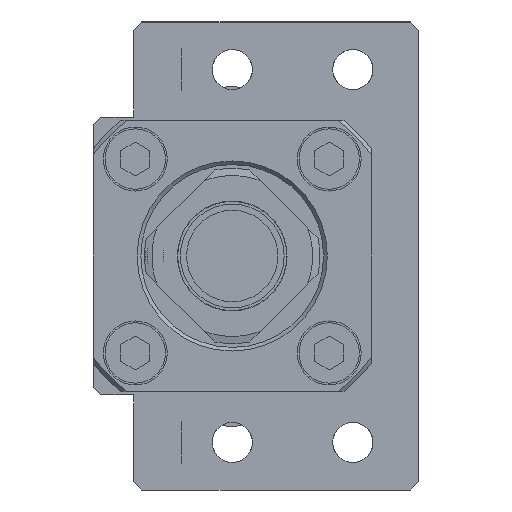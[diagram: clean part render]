
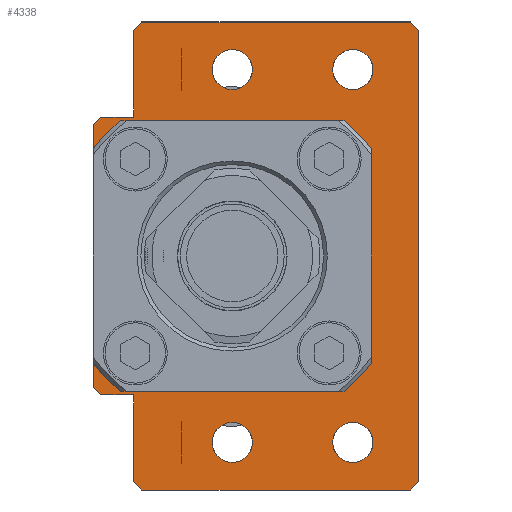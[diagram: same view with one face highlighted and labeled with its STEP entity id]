
A CAD part, left-side view. The second image highlights one B-rep face of the part: STEP entity #4338.
In plain terms, the highlighted face is planar.
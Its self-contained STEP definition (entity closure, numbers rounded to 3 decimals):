
#230=FACE_BOUND('',#820,.T.);
#231=FACE_BOUND('',#821,.T.);
#232=FACE_BOUND('',#822,.T.);
#233=FACE_BOUND('',#823,.T.);
#234=FACE_BOUND('',#824,.T.);
#367=PLANE('',#4764);
#535=FACE_OUTER_BOUND('',#819,.T.);
#819=EDGE_LOOP('',(#3356,#3357,#3358,#3359,#3360,#3361,#3362,#3363,#3364,
#3365,#3366,#3367,#3368,#3369));
#820=EDGE_LOOP('',(#3370));
#821=EDGE_LOOP('',(#3371));
#822=EDGE_LOOP('',(#3372));
#823=EDGE_LOOP('',(#3373));
#824=EDGE_LOOP('',(#3374,#3375,#3376,#3377,#3378,#3379,#3380,#3381));
#1077=LINE('',#7181,#1400);
#1141=LINE('',#7553,#1464);
#1144=LINE('',#7558,#1467);
#1146=LINE('',#7562,#1469);
#1148=LINE('',#7566,#1471);
#1150=LINE('',#7570,#1473);
#1152=LINE('',#7574,#1475);
#1154=LINE('',#7579,#1477);
#1157=LINE('',#7584,#1480);
#1159=LINE('',#7587,#1482);
#1160=LINE('',#7590,#1483);
#1162=LINE('',#7594,#1485);
#1164=LINE('',#7597,#1487);
#1165=LINE('',#7598,#1488);
#1166=LINE('',#7603,#1489);
#1167=LINE('',#7607,#1490);
#1168=LINE('',#7611,#1491);
#1169=LINE('',#7614,#1492);
#1400=VECTOR('',#5198,1000.);
#1464=VECTOR('',#5438,1000.);
#1467=VECTOR('',#5443,1000.);
#1469=VECTOR('',#5447,1000.);
#1471=VECTOR('',#5451,1000.);
#1473=VECTOR('',#5455,1000.);
#1475=VECTOR('',#5459,1000.);
#1477=VECTOR('',#5463,1000.);
#1480=VECTOR('',#5468,1000.);
#1482=VECTOR('',#5472,1000.);
#1483=VECTOR('',#5475,1000.);
#1485=VECTOR('',#5479,1000.);
#1487=VECTOR('',#5483,1000.);
#1488=VECTOR('',#5484,1000.);
#1489=VECTOR('',#5487,1000.);
#1490=VECTOR('',#5490,1000.);
#1491=VECTOR('',#5493,1000.);
#1492=VECTOR('',#5496,1000.);
#1717=CIRCLE('',#4647,5.5);
#1719=CIRCLE('',#4652,5.5);
#1721=CIRCLE('',#4657,5.5);
#1723=CIRCLE('',#4662,5.5);
#1778=CIRCLE('',#4765,47.);
#1779=CIRCLE('',#4766,47.);
#1780=CIRCLE('',#4767,47.);
#1781=CIRCLE('',#4768,47.);
#1911=VERTEX_POINT('',#6455);
#1925=VERTEX_POINT('',#6661);
#1939=VERTEX_POINT('',#6867);
#1953=VERTEX_POINT('',#7073);
#1961=VERTEX_POINT('',#7179);
#1962=VERTEX_POINT('',#7180);
#2064=VERTEX_POINT('',#7551);
#2065=VERTEX_POINT('',#7552);
#2066=VERTEX_POINT('',#7557);
#2067=VERTEX_POINT('',#7561);
#2068=VERTEX_POINT('',#7565);
#2069=VERTEX_POINT('',#7569);
#2070=VERTEX_POINT('',#7573);
#2071=VERTEX_POINT('',#7577);
#2072=VERTEX_POINT('',#7578);
#2073=VERTEX_POINT('',#7583);
#2074=VERTEX_POINT('',#7589);
#2075=VERTEX_POINT('',#7593);
#2076=VERTEX_POINT('',#7599);
#2077=VERTEX_POINT('',#7600);
#2078=VERTEX_POINT('',#7602);
#2079=VERTEX_POINT('',#7604);
#2080=VERTEX_POINT('',#7606);
#2081=VERTEX_POINT('',#7608);
#2082=VERTEX_POINT('',#7610);
#2083=VERTEX_POINT('',#7612);
#2339=EDGE_CURVE('',#1911,#1911,#1717,.T.);
#2356=EDGE_CURVE('',#1925,#1925,#1719,.T.);
#2373=EDGE_CURVE('',#1939,#1939,#1721,.T.);
#2390=EDGE_CURVE('',#1953,#1953,#1723,.T.);
#2400=EDGE_CURVE('',#1961,#1962,#1077,.T.);
#2543=EDGE_CURVE('',#2064,#2065,#1141,.T.);
#2546=EDGE_CURVE('',#2065,#2066,#1144,.T.);
#2548=EDGE_CURVE('',#2066,#2067,#1146,.T.);
#2550=EDGE_CURVE('',#2067,#2068,#1148,.T.);
#2552=EDGE_CURVE('',#2068,#2069,#1150,.T.);
#2554=EDGE_CURVE('',#2069,#2070,#1152,.T.);
#2556=EDGE_CURVE('',#2071,#2072,#1154,.T.);
#2559=EDGE_CURVE('',#2072,#2073,#1157,.T.);
#2561=EDGE_CURVE('',#2073,#2064,#1159,.T.);
#2562=EDGE_CURVE('',#2070,#2074,#1160,.T.);
#2564=EDGE_CURVE('',#2075,#2071,#1162,.T.);
#2566=EDGE_CURVE('',#1961,#2075,#1164,.T.);
#2567=EDGE_CURVE('',#2074,#1962,#1165,.T.);
#2568=EDGE_CURVE('',#2076,#2077,#1778,.T.);
#2569=EDGE_CURVE('',#2078,#2077,#1166,.T.);
#2570=EDGE_CURVE('',#2078,#2079,#1779,.T.);
#2571=EDGE_CURVE('',#2080,#2079,#1167,.T.);
#2572=EDGE_CURVE('',#2080,#2081,#1780,.T.);
#2573=EDGE_CURVE('',#2082,#2081,#1168,.T.);
#2574=EDGE_CURVE('',#2082,#2083,#1781,.T.);
#2575=EDGE_CURVE('',#2076,#2083,#1169,.T.);
#3356=ORIENTED_EDGE('',*,*,#2566,.T.);
#3357=ORIENTED_EDGE('',*,*,#2564,.T.);
#3358=ORIENTED_EDGE('',*,*,#2556,.T.);
#3359=ORIENTED_EDGE('',*,*,#2559,.T.);
#3360=ORIENTED_EDGE('',*,*,#2561,.T.);
#3361=ORIENTED_EDGE('',*,*,#2543,.T.);
#3362=ORIENTED_EDGE('',*,*,#2546,.T.);
#3363=ORIENTED_EDGE('',*,*,#2548,.T.);
#3364=ORIENTED_EDGE('',*,*,#2550,.T.);
#3365=ORIENTED_EDGE('',*,*,#2552,.T.);
#3366=ORIENTED_EDGE('',*,*,#2554,.T.);
#3367=ORIENTED_EDGE('',*,*,#2562,.T.);
#3368=ORIENTED_EDGE('',*,*,#2567,.T.);
#3369=ORIENTED_EDGE('',*,*,#2400,.F.);
#3370=ORIENTED_EDGE('',*,*,#2339,.T.);
#3371=ORIENTED_EDGE('',*,*,#2356,.T.);
#3372=ORIENTED_EDGE('',*,*,#2373,.T.);
#3373=ORIENTED_EDGE('',*,*,#2390,.T.);
#3374=ORIENTED_EDGE('',*,*,#2568,.T.);
#3375=ORIENTED_EDGE('',*,*,#2569,.F.);
#3376=ORIENTED_EDGE('',*,*,#2570,.T.);
#3377=ORIENTED_EDGE('',*,*,#2571,.F.);
#3378=ORIENTED_EDGE('',*,*,#2572,.T.);
#3379=ORIENTED_EDGE('',*,*,#2573,.F.);
#3380=ORIENTED_EDGE('',*,*,#2574,.T.);
#3381=ORIENTED_EDGE('',*,*,#2575,.F.);
#4338=ADVANCED_FACE('',(#535,#230,#231,#232,#233,#234),#367,.T.);
#4647=AXIS2_PLACEMENT_3D('',#6456,#5149,#5150);
#4652=AXIS2_PLACEMENT_3D('',#6662,#5162,#5163);
#4657=AXIS2_PLACEMENT_3D('',#6868,#5175,#5176);
#4662=AXIS2_PLACEMENT_3D('',#7074,#5188,#5189);
#4764=AXIS2_PLACEMENT_3D('',#7596,#5481,#5482);
#4765=AXIS2_PLACEMENT_3D('',#7601,#5485,#5486);
#4766=AXIS2_PLACEMENT_3D('',#7605,#5488,#5489);
#4767=AXIS2_PLACEMENT_3D('',#7609,#5491,#5492);
#4768=AXIS2_PLACEMENT_3D('',#7613,#5494,#5495);
#5149=DIRECTION('center_axis',(0.,0.,-1.));
#5150=DIRECTION('ref_axis',(1.,0.,0.));
#5162=DIRECTION('center_axis',(0.,0.,-1.));
#5163=DIRECTION('ref_axis',(1.,0.,0.));
#5175=DIRECTION('center_axis',(0.,0.,-1.));
#5176=DIRECTION('ref_axis',(1.,0.,0.));
#5188=DIRECTION('center_axis',(0.,0.,-1.));
#5189=DIRECTION('ref_axis',(1.,0.,0.));
#5198=DIRECTION('',(1.,0.,0.));
#5438=DIRECTION('',(0.707,-0.707,0.));
#5443=DIRECTION('',(1.,0.,0.));
#5447=DIRECTION('',(0.707,0.707,0.));
#5451=DIRECTION('',(0.,1.,0.));
#5455=DIRECTION('',(-0.707,0.707,0.));
#5459=DIRECTION('',(-1.,0.,0.));
#5463=DIRECTION('',(-1.,0.,0.));
#5468=DIRECTION('',(-0.707,-0.707,0.));
#5472=DIRECTION('',(0.,-1.,0.));
#5475=DIRECTION('',(0.,1.,0.));
#5479=DIRECTION('',(0.,-1.,0.));
#5481=DIRECTION('center_axis',(0.,0.,1.));
#5482=DIRECTION('ref_axis',(1.,0.,0.));
#5483=DIRECTION('',(-0.707,-0.707,0.));
#5484=DIRECTION('',(-0.707,0.707,0.));
#5485=DIRECTION('center_axis',(0.,0.,-1.));
#5486=DIRECTION('ref_axis',(-1.,0.,0.));
#5487=DIRECTION('',(-1.,0.,0.));
#5488=DIRECTION('center_axis',(0.,0.,-1.));
#5489=DIRECTION('ref_axis',(-1.,0.,0.));
#5490=DIRECTION('',(0.,1.,0.));
#5491=DIRECTION('center_axis',(0.,0.,-1.));
#5492=DIRECTION('ref_axis',(-1.,0.,0.));
#5493=DIRECTION('',(1.,0.,0.));
#5494=DIRECTION('center_axis',(0.,0.,-1.));
#5495=DIRECTION('ref_axis',(-1.,0.,0.));
#5496=DIRECTION('',(0.,-1.,0.));
#6455=CARTESIAN_POINT('',(-56.5,0.,0.));
#6456=CARTESIAN_POINT('Origin',(-51.,0.,0.));
#6661=CARTESIAN_POINT('',(45.5,0.,0.));
#6662=CARTESIAN_POINT('Origin',(51.,0.,0.));
#6867=CARTESIAN_POINT('',(-56.5,-33.,0.));
#6868=CARTESIAN_POINT('Origin',(-51.,-33.,0.));
#7073=CARTESIAN_POINT('',(45.5,-33.,0.));
#7074=CARTESIAN_POINT('Origin',(51.,-33.,0.));
#7179=CARTESIAN_POINT('',(-36.,38.,0.));
#7180=CARTESIAN_POINT('',(36.,38.,0.));
#7181=CARTESIAN_POINT('',(36.,38.,0.));
#7551=CARTESIAN_POINT('',(-64.,-48.72,0.));
#7552=CARTESIAN_POINT('',(-61.72,-51.,0.));
#7553=CARTESIAN_POINT('',(-64.,-48.72,0.));
#7557=CARTESIAN_POINT('',(61.72,-51.,0.));
#7558=CARTESIAN_POINT('',(-61.72,-51.,0.));
#7561=CARTESIAN_POINT('',(64.,-48.72,0.));
#7562=CARTESIAN_POINT('',(61.72,-51.,0.));
#7565=CARTESIAN_POINT('',(64.,24.72,0.));
#7566=CARTESIAN_POINT('',(64.,-48.72,0.));
#7569=CARTESIAN_POINT('',(61.72,27.,0.));
#7570=CARTESIAN_POINT('',(64.,24.72,0.));
#7573=CARTESIAN_POINT('',(38.,27.,0.));
#7574=CARTESIAN_POINT('',(61.72,27.,0.));
#7577=CARTESIAN_POINT('',(-38.,27.,0.));
#7578=CARTESIAN_POINT('',(-61.72,27.,0.));
#7579=CARTESIAN_POINT('',(-38.,27.,0.));
#7583=CARTESIAN_POINT('',(-64.,24.72,0.));
#7584=CARTESIAN_POINT('',(-61.72,27.,0.));
#7587=CARTESIAN_POINT('',(-64.,24.72,0.));
#7589=CARTESIAN_POINT('',(38.,36.,0.));
#7590=CARTESIAN_POINT('',(38.,27.,0.));
#7593=CARTESIAN_POINT('',(-38.,36.,0.));
#7594=CARTESIAN_POINT('',(-38.,36.,0.));
#7596=CARTESIAN_POINT('Origin',(0.,0.,0.));
#7597=CARTESIAN_POINT('',(-36.,38.,0.));
#7598=CARTESIAN_POINT('',(38.,36.,0.));
#7599=CARTESIAN_POINT('',(-36.98,29.008,0.));
#7600=CARTESIAN_POINT('',(-27.686,37.98,0.));
#7601=CARTESIAN_POINT('Origin',(0.,0.,0.));
#7602=CARTESIAN_POINT('',(27.686,37.98,0.));
#7603=CARTESIAN_POINT('',(36.98,37.98,0.));
#7604=CARTESIAN_POINT('',(36.98,29.008,0.));
#7605=CARTESIAN_POINT('Origin',(0.,0.,0.));
#7606=CARTESIAN_POINT('',(36.98,-29.008,0.));
#7607=CARTESIAN_POINT('',(36.98,-37.98,0.));
#7608=CARTESIAN_POINT('',(27.686,-37.98,0.));
#7609=CARTESIAN_POINT('Origin',(0.,0.,0.));
#7610=CARTESIAN_POINT('',(-27.686,-37.98,0.));
#7611=CARTESIAN_POINT('',(-36.98,-37.98,0.));
#7612=CARTESIAN_POINT('',(-36.98,-29.008,0.));
#7613=CARTESIAN_POINT('Origin',(0.,0.,0.));
#7614=CARTESIAN_POINT('',(-36.98,37.98,0.));
